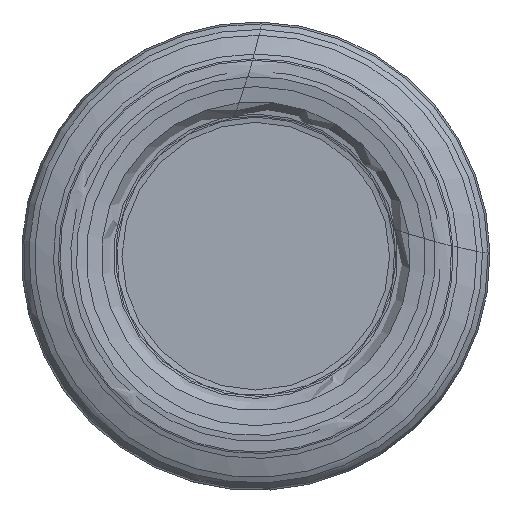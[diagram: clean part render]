
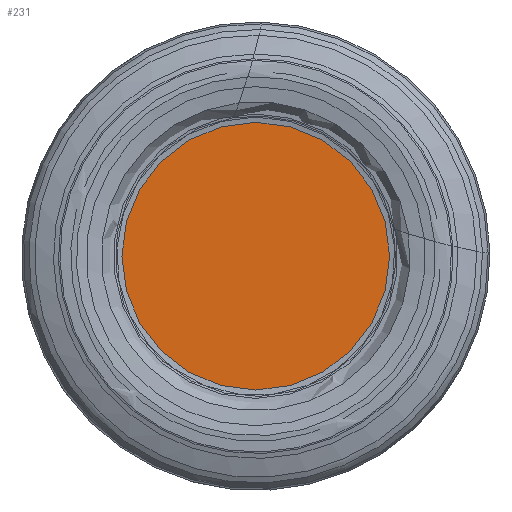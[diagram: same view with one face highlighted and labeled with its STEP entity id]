
A CAD part, left-side view. The second image highlights one B-rep face of the part: STEP entity #231.
In plain terms, the highlighted planar face has unit normal (-1, 0, 0).
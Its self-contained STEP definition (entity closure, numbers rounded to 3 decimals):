
#144=PLANE('',#906);
#146=FACE_OUTER_BOUND('',#352,.T.);
#231=ADVANCED_FACE('',(#146),#144,.F.);
#352=EDGE_LOOP('',(#436));
#436=ORIENTED_EDGE('',*,*,#701,.T.);
#637=VERTEX_POINT('',#1286);
#701=EDGE_CURVE('',#637,#637,#809,.T.);
#809=CIRCLE('',#904,8.);
#904=AXIS2_PLACEMENT_3D('',#1285,#1036,#1037);
#906=AXIS2_PLACEMENT_3D('',#1288,#1040,#1041);
#1036=DIRECTION('',(-1.,0.,0.));
#1037=DIRECTION('',(0.,0.,1.));
#1040=DIRECTION('',(1.,0.,0.));
#1041=DIRECTION('',(0.,0.,-1.));
#1285=CARTESIAN_POINT('',(1.,0.,0.));
#1286=CARTESIAN_POINT('',(1.,0.,8.));
#1288=CARTESIAN_POINT('',(1.,0.,0.));
